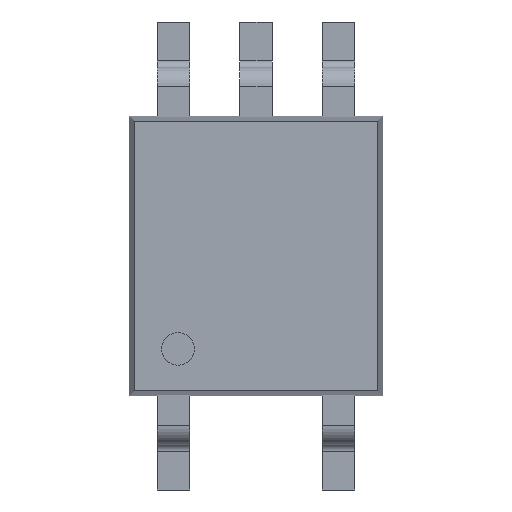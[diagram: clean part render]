
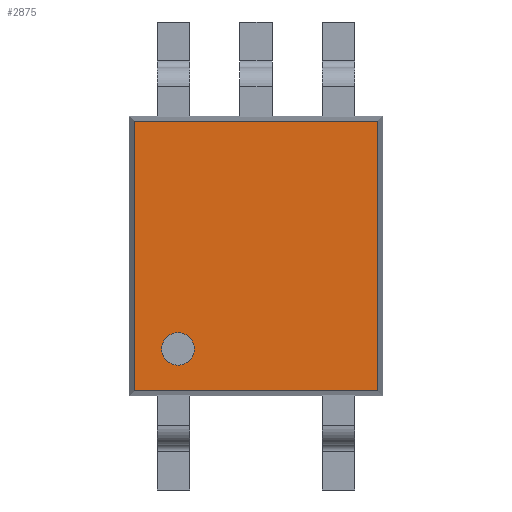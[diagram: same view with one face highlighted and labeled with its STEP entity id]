
A CAD part, front view. The second image highlights one B-rep face of the part: STEP entity #2875.
In plain terms, the highlighted planar face has unit normal (0, -1, 0).
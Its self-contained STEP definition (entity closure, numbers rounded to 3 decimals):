
#72 = CARTESIAN_POINT ( 'NONE',  ( 1.87, -0.92, 2.07 ) ) ;
#83 = ORIENTED_EDGE ( 'NONE', *, *, #890, .T. ) ;
#138 = EDGE_CURVE ( 'NONE', #2713, #800, #319, .T. ) ;
#199 = CIRCLE ( 'NONE', #2269, 0.25 ) ;
#213 = VECTOR ( 'NONE', #2233, 1000. ) ;
#238 = ORIENTED_EDGE ( 'NONE', *, *, #2075, .T. ) ;
#319 = LINE ( 'NONE', #961, #213 ) ;
#384 = PLANE ( 'NONE',  #2414 ) ;
#453 = VERTEX_POINT ( 'NONE', #72 ) ;
#469 = CARTESIAN_POINT ( 'NONE',  ( -1.2, -0.92, -1.429 ) ) ;
#594 = CARTESIAN_POINT ( 'NONE',  ( 1.87, -0.92, -2.07 ) ) ;
#624 = VECTOR ( 'NONE', #727, 1000. ) ;
#727 = DIRECTION ( 'NONE',  ( 0., 0., -1. ) ) ;
#800 = VERTEX_POINT ( 'NONE', #594 ) ;
#812 = DIRECTION ( 'NONE',  ( 0., -1., 0. ) ) ;
#836 = EDGE_LOOP ( 'NONE', ( #1067, #2598 ) ) ;
#885 = VECTOR ( 'NONE', #2984, 1000. ) ;
#890 = EDGE_CURVE ( 'NONE', #800, #453, #1127, .T. ) ;
#948 = CARTESIAN_POINT ( 'NONE',  ( -1.87, -0.92, 2.07 ) ) ;
#961 = CARTESIAN_POINT ( 'NONE',  ( -1.95, -0.92, -2.07 ) ) ;
#981 = EDGE_CURVE ( 'NONE', #1165, #1861, #1761, .T. ) ;
#1067 = ORIENTED_EDGE ( 'NONE', *, *, #981, .F. ) ;
#1097 = DIRECTION ( 'NONE',  ( 0., 0., -1. ) ) ;
#1121 = LINE ( 'NONE', #1536, #885 ) ;
#1127 = LINE ( 'NONE', #2272, #1653 ) ;
#1165 = VERTEX_POINT ( 'NONE', #2161 ) ;
#1188 = DIRECTION ( 'NONE',  ( 0., -1., 0. ) ) ;
#1286 = DIRECTION ( 'NONE',  ( 0., 0., -1. ) ) ;
#1412 = EDGE_CURVE ( 'NONE', #453, #2617, #1121, .T. ) ;
#1454 = CARTESIAN_POINT ( 'NONE',  ( -1.87, -0.92, -2.07 ) ) ;
#1530 = FACE_BOUND ( 'NONE', #836, .T. ) ;
#1531 = ORIENTED_EDGE ( 'NONE', *, *, #1412, .T. ) ;
#1536 = CARTESIAN_POINT ( 'NONE',  ( 1.95, -0.92, 2.07 ) ) ;
#1606 = EDGE_LOOP ( 'NONE', ( #2915, #83, #1531, #238 ) ) ;
#1614 = DIRECTION ( 'NONE',  ( 0., 0., 1. ) ) ;
#1653 = VECTOR ( 'NONE', #1614, 1000. ) ;
#1705 = AXIS2_PLACEMENT_3D ( 'NONE', #469, #1188, #2353 ) ;
#1761 = CIRCLE ( 'NONE', #1705, 0.25 ) ;
#1861 = VERTEX_POINT ( 'NONE', #2287 ) ;
#2075 = EDGE_CURVE ( 'NONE', #2617, #2713, #2855, .T. ) ;
#2161 = CARTESIAN_POINT ( 'NONE',  ( -1.2, -0.92, -1.679 ) ) ;
#2233 = DIRECTION ( 'NONE',  ( 1., 0., 0. ) ) ;
#2269 = AXIS2_PLACEMENT_3D ( 'NONE', #2659, #2900, #1097 ) ;
#2272 = CARTESIAN_POINT ( 'NONE',  ( 1.87, -0.92, -2.15 ) ) ;
#2287 = CARTESIAN_POINT ( 'NONE',  ( -1.2, -0.92, -1.179 ) ) ;
#2353 = DIRECTION ( 'NONE',  ( 0., 0., -1. ) ) ;
#2414 = AXIS2_PLACEMENT_3D ( 'NONE', #2922, #812, #1286 ) ;
#2451 = EDGE_CURVE ( 'NONE', #1861, #1165, #199, .T. ) ;
#2592 = CARTESIAN_POINT ( 'NONE',  ( -1.87, -0.92, 2.15 ) ) ;
#2598 = ORIENTED_EDGE ( 'NONE', *, *, #2451, .F. ) ;
#2617 = VERTEX_POINT ( 'NONE', #948 ) ;
#2659 = CARTESIAN_POINT ( 'NONE',  ( -1.2, -0.92, -1.429 ) ) ;
#2681 = FACE_OUTER_BOUND ( 'NONE', #1606, .T. ) ;
#2713 = VERTEX_POINT ( 'NONE', #1454 ) ;
#2855 = LINE ( 'NONE', #2592, #624 ) ;
#2875 = ADVANCED_FACE ( 'NONE', ( #1530, #2681 ), #384, .T. ) ;
#2900 = DIRECTION ( 'NONE',  ( 0., -1., 0. ) ) ;
#2915 = ORIENTED_EDGE ( 'NONE', *, *, #138, .T. ) ;
#2922 = CARTESIAN_POINT ( 'NONE',  ( 0., -0.92, 0. ) ) ;
#2984 = DIRECTION ( 'NONE',  ( -1., 0., 0. ) ) ;
